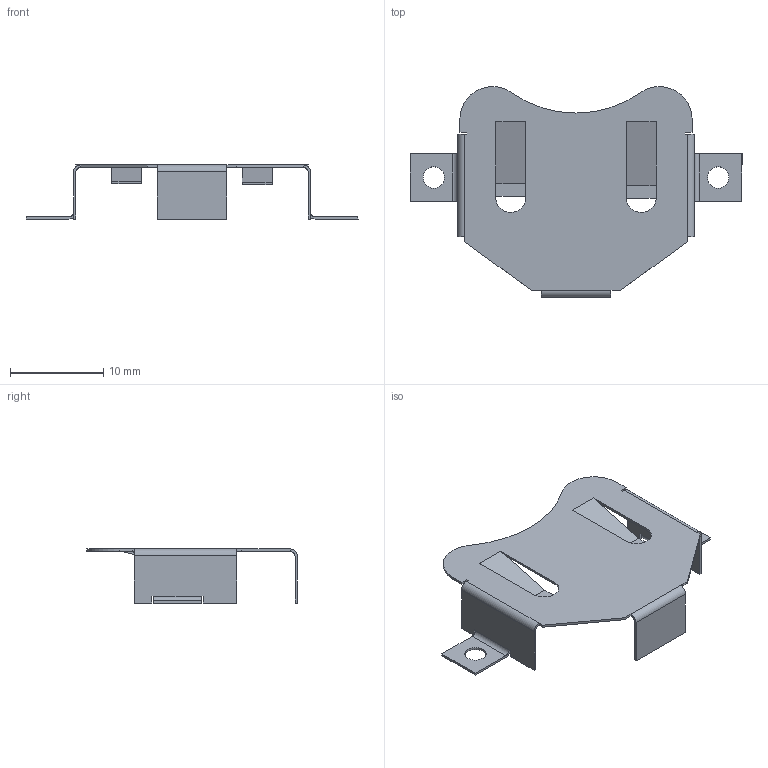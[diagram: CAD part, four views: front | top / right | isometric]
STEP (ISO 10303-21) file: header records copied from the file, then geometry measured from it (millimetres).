
FILE_DESCRIPTION (( 'STEP AP214' ), '1' );
FILE_NAME ('F11CCA84-1B1B-426B-80AA-6A32BF770C79.STEP', '2023-05-15T14:36:04', ( '' ), ( '' ), 'SwSTEP 2.0', 'SolidWorks 2022', '' );
FILE_SCHEMA (( 'AUTOMOTIVE_DESIGN' ));
Length unit declared in the file: millimetre
Products named in the file (1): F11CCA84-1B1B-426B-80AA-6A32BF770C79
Bounding box: 35.6 x 22.59 x 5.8 mm (x, y, z)
Volume: 166.3 mm3; surface area: 1390.4 mm2
Topology: 1 solids, 1 shells, 87 faces, 239 edges, 154 vertices
Faces by surface type: plane 68, cylinder 19
Entity records: 2774 total; most frequent: CARTESIAN_POINT 490, ORIENTED_EDGE 478, DIRECTION 450, EDGE_CURVE 239, VECTOR 198, LINE 198, VERTEX_POINT 154, AXIS2_PLACEMENT_3D 126
